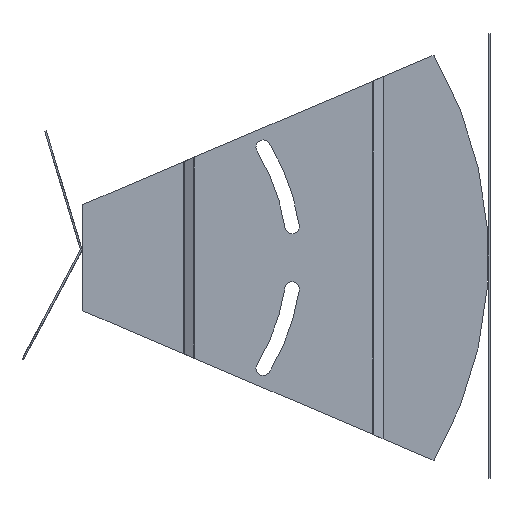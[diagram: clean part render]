
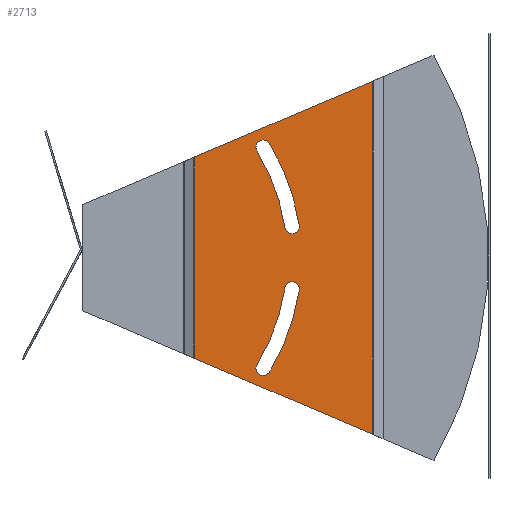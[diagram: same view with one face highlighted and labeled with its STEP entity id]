
A CAD part, front view. The second image highlights one B-rep face of the part: STEP entity #2713.
In plain terms, the highlighted face is planar.
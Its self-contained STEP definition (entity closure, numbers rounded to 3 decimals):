
#34 = EDGE_CURVE ( 'NONE', #572, #569, #1264, .T. ) ;
#36 = EDGE_CURVE ( 'NONE', #562, #570, #1271, .T. ) ;
#37 = EDGE_CURVE ( 'NONE', #553, #562, #1272, .T. ) ;
#38 = EDGE_CURVE ( 'NONE', #566, #553, #1273, .T. ) ;
#39 = EDGE_CURVE ( 'NONE', #570, #566, #1269, .T. ) ;
#40 = EDGE_CURVE ( 'NONE', #565, #571, #1275, .T. ) ;
#41 = EDGE_CURVE ( 'NONE', #567, #565, #1276, .T. ) ;
#42 = EDGE_CURVE ( 'NONE', #584, #567, #1277, .T. ) ;
#43 = EDGE_CURVE ( 'NONE', #571, #584, #1279, .T. ) ;
#44 = EDGE_CURVE ( 'NONE', #586, #569, #1280, .T. ) ;
#45 = EDGE_CURVE ( 'NONE', #581, #586, #1283, .T. ) ;
#46 = EDGE_CURVE ( 'NONE', #572, #581, #1282, .T. ) ;
#423 = AXIS2_PLACEMENT_3D ( 'NONE', #4671, #4665, #4675 ) ;
#553 = VERTEX_POINT ( 'NONE', #2594 ) ;
#562 = VERTEX_POINT ( 'NONE', #2609 ) ;
#565 = VERTEX_POINT ( 'NONE', #2585 ) ;
#566 = VERTEX_POINT ( 'NONE', #2592 ) ;
#567 = VERTEX_POINT ( 'NONE', #2614 ) ;
#569 = VERTEX_POINT ( 'NONE', #2617 ) ;
#570 = VERTEX_POINT ( 'NONE', #2619 ) ;
#571 = VERTEX_POINT ( 'NONE', #2620 ) ;
#572 = VERTEX_POINT ( 'NONE', #2622 ) ;
#581 = VERTEX_POINT ( 'NONE', #2637 ) ;
#584 = VERTEX_POINT ( 'NONE', #2642 ) ;
#586 = VERTEX_POINT ( 'NONE', #2645 ) ;
#636 = ORIENTED_EDGE ( 'NONE', *, *, #38, .F. ) ;
#640 = ORIENTED_EDGE ( 'NONE', *, *, #40, .F. ) ;
#641 = ORIENTED_EDGE ( 'NONE', *, *, #39, .F. ) ;
#666 = ORIENTED_EDGE ( 'NONE', *, *, #37, .F. ) ;
#680 = ORIENTED_EDGE ( 'NONE', *, *, #36, .F. ) ;
#783 = ORIENTED_EDGE ( 'NONE', *, *, #41, .F. ) ;
#1192 = EDGE_LOOP ( 'NONE', ( #640, #783, #3464, #3459 ) ) ;
#1194 = EDGE_LOOP ( 'NONE', ( #680, #666, #636, #641 ) ) ;
#1195 = EDGE_LOOP ( 'NONE', ( #3458, #3446, #3440, #3429 ) ) ;
#1264 = LINE ( 'NONE', #4981, #1267 ) ;
#1267 = VECTOR ( 'NONE', #4983, 1000. ) ;
#1269 = CIRCLE ( 'NONE', #2288, 3.5 ) ;
#1271 = CIRCLE ( 'NONE', #2285, 98.75 ) ;
#1272 = CIRCLE ( 'NONE', #2286, 3.5 ) ;
#1273 = CIRCLE ( 'NONE', #2287, 105.75 ) ;
#1275 = CIRCLE ( 'NONE', #2289, 3.5 ) ;
#1276 = CIRCLE ( 'NONE', #2290, 105.75 ) ;
#1277 = CIRCLE ( 'NONE', #2291, 3.5 ) ;
#1279 = CIRCLE ( 'NONE', #2292, 98.75 ) ;
#1280 = LINE ( 'NONE', #5009, #1284 ) ;
#1282 = LINE ( 'NONE', #5008, #1290 ) ;
#1283 = LINE ( 'NONE', #5013, #1288 ) ;
#1284 = VECTOR ( 'NONE', #4986, 1000. ) ;
#1288 = VECTOR ( 'NONE', #5015, 1000. ) ;
#1290 = VECTOR ( 'NONE', #5016, 1000. ) ;
#2285 = AXIS2_PLACEMENT_3D ( 'NONE', #4987, #4988, #4989 ) ;
#2286 = AXIS2_PLACEMENT_3D ( 'NONE', #4990, #4991, #4992 ) ;
#2287 = AXIS2_PLACEMENT_3D ( 'NONE', #4993, #4994, #4995 ) ;
#2288 = AXIS2_PLACEMENT_3D ( 'NONE', #4996, #4997, #4998 ) ;
#2289 = AXIS2_PLACEMENT_3D ( 'NONE', #4999, #5000, #5001 ) ;
#2290 = AXIS2_PLACEMENT_3D ( 'NONE', #5002, #5003, #5004 ) ;
#2291 = AXIS2_PLACEMENT_3D ( 'NONE', #5005, #5006, #5007 ) ;
#2292 = AXIS2_PLACEMENT_3D ( 'NONE', #5010, #5011, #5012 ) ;
#2585 = CARTESIAN_POINT ( 'NONE',  ( 3.3, 90.167, 55.254 ) ) ;
#2592 = CARTESIAN_POINT ( 'NONE',  ( 3.3, 90.167, -55.254 ) ) ;
#2594 = CARTESIAN_POINT ( 'NONE',  ( 3.3, 104.588, -15.631 ) ) ;
#2609 = CARTESIAN_POINT ( 'NONE',  ( 3.3, 97.665, -14.596 ) ) ;
#2614 = CARTESIAN_POINT ( 'NONE',  ( 3.3, 104.588, 15.631 ) ) ;
#2617 = CARTESIAN_POINT ( 'NONE',  ( 3.3, 54.118, -48.717 ) ) ;
#2619 = CARTESIAN_POINT ( 'NONE',  ( 3.3, 84.198, -51.597 ) ) ;
#2620 = CARTESIAN_POINT ( 'NONE',  ( 3.3, 84.198, 51.597 ) ) ;
#2622 = CARTESIAN_POINT ( 'NONE',  ( 3.3, 54.118, 48.717 ) ) ;
#2637 = CARTESIAN_POINT ( 'NONE',  ( 3.3, 139.882, 85.273 ) ) ;
#2642 = CARTESIAN_POINT ( 'NONE',  ( 3.3, 97.665, 14.596 ) ) ;
#2645 = CARTESIAN_POINT ( 'NONE',  ( 3.3, 139.882, -85.273 ) ) ;
#2713 = ADVANCED_FACE ( 'NONE', ( #3816, #3819, #3815 ), #4673, .F. ) ;
#3429 = ORIENTED_EDGE ( 'NONE', *, *, #46, .F. ) ;
#3440 = ORIENTED_EDGE ( 'NONE', *, *, #45, .F. ) ;
#3446 = ORIENTED_EDGE ( 'NONE', *, *, #44, .F. ) ;
#3458 = ORIENTED_EDGE ( 'NONE', *, *, #34, .T. ) ;
#3459 = ORIENTED_EDGE ( 'NONE', *, *, #43, .F. ) ;
#3464 = ORIENTED_EDGE ( 'NONE', *, *, #42, .F. ) ;
#3815 = FACE_OUTER_BOUND ( 'NONE', #1195, .T. ) ;
#3816 = FACE_BOUND ( 'NONE', #1194, .T. ) ;
#3819 = FACE_BOUND ( 'NONE', #1192, .T. ) ;
#4665 = DIRECTION ( 'NONE',  ( -1., 0., 0. ) ) ;
#4671 = CARTESIAN_POINT ( 'NONE',  ( 3.3, 54.118, 200. ) ) ;
#4673 = PLANE ( 'NONE',  #423 ) ;
#4675 = DIRECTION ( 'NONE',  ( 0., 0., 1. ) ) ;
#4981 = CARTESIAN_POINT ( 'NONE',  ( 3.3, 54.118, 200. ) ) ;
#4983 = DIRECTION ( 'NONE',  ( 0., 0., -1. ) ) ;
#4986 = DIRECTION ( 'NONE',  ( 0., -0.92, 0.392 ) ) ;
#4987 = CARTESIAN_POINT ( 'NONE',  ( 3.3, 0., 0. ) ) ;
#4988 = DIRECTION ( 'NONE',  ( -1., 0., 0. ) ) ;
#4989 = DIRECTION ( 'NONE',  ( 0., -1., 0. ) ) ;
#4990 = CARTESIAN_POINT ( 'NONE',  ( 3.3, 101.127, -15.114 ) ) ;
#4991 = DIRECTION ( 'NONE',  ( 1., 0., 0. ) ) ;
#4992 = DIRECTION ( 'NONE',  ( 0., -1., 0. ) ) ;
#4993 = CARTESIAN_POINT ( 'NONE',  ( 3.3, 0., 0. ) ) ;
#4994 = DIRECTION ( 'NONE',  ( 1., 0., 0. ) ) ;
#4995 = DIRECTION ( 'NONE',  ( 0., -1., 0. ) ) ;
#4996 = CARTESIAN_POINT ( 'NONE',  ( 3.3, 87.182, -53.425 ) ) ;
#4997 = DIRECTION ( 'NONE',  ( 1., 0., 0. ) ) ;
#4998 = DIRECTION ( 'NONE',  ( 0., -1., 0. ) ) ;
#4999 = CARTESIAN_POINT ( 'NONE',  ( 3.3, 87.182, 53.425 ) ) ;
#5000 = DIRECTION ( 'NONE',  ( 1., 0., 0. ) ) ;
#5001 = DIRECTION ( 'NONE',  ( 0., 1., 0. ) ) ;
#5002 = CARTESIAN_POINT ( 'NONE',  ( 3.3, 0., 0. ) ) ;
#5003 = DIRECTION ( 'NONE',  ( 1., 0., 0. ) ) ;
#5004 = DIRECTION ( 'NONE',  ( 0., 1., 0. ) ) ;
#5005 = CARTESIAN_POINT ( 'NONE',  ( 3.3, 101.127, 15.114 ) ) ;
#5006 = DIRECTION ( 'NONE',  ( 1., 0., 0. ) ) ;
#5007 = DIRECTION ( 'NONE',  ( 0., 1., 0. ) ) ;
#5008 = CARTESIAN_POINT ( 'NONE',  ( 3.3, 169.741, 98. ) ) ;
#5009 = CARTESIAN_POINT ( 'NONE',  ( 3.3, 169.741, -98. ) ) ;
#5010 = CARTESIAN_POINT ( 'NONE',  ( 3.3, 0., 0. ) ) ;
#5011 = DIRECTION ( 'NONE',  ( -1., 0., 0. ) ) ;
#5012 = DIRECTION ( 'NONE',  ( 0., 1., 0. ) ) ;
#5013 = CARTESIAN_POINT ( 'NONE',  ( 3.3, 139.882, 200. ) ) ;
#5015 = DIRECTION ( 'NONE',  ( 0., 0., -1. ) ) ;
#5016 = DIRECTION ( 'NONE',  ( 0., 0.92, 0.392 ) ) ;
